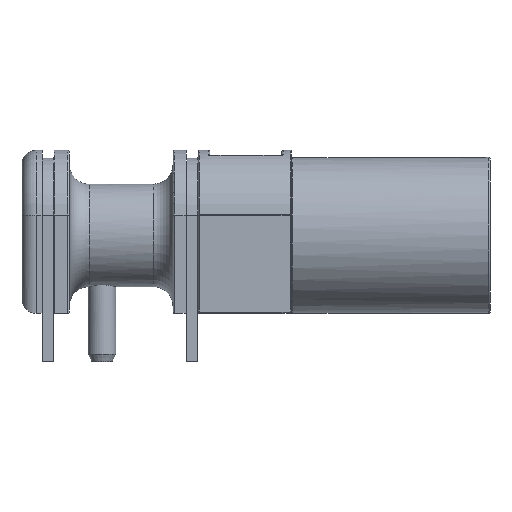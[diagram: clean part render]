
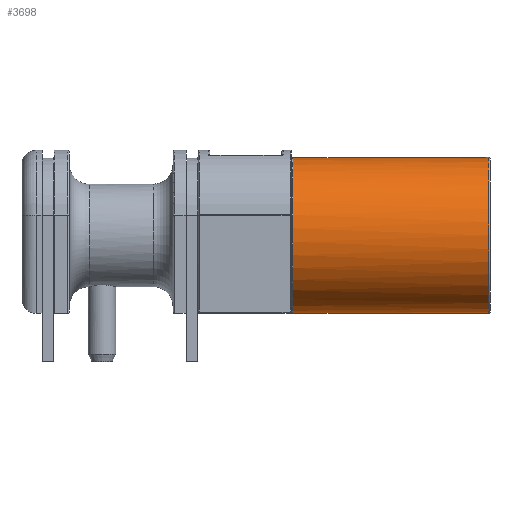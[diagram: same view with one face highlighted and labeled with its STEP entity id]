
A CAD part, left-side view. The second image highlights one B-rep face of the part: STEP entity #3698.
In plain terms, the highlighted cylindrical face has radius 5.5 mm (diameter 11 mm), a full revolution.
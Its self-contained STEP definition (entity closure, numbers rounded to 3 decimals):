
#49=B_SPLINE_CURVE_WITH_KNOTS('',3,(#5086,#5087,#5088,#5089),
 .UNSPECIFIED.,.F.,.F.,(4,4),(0.,1.),.UNSPECIFIED.);
#50=B_SPLINE_CURVE_WITH_KNOTS('',3,(#5094,#5095,#5096,#5097),
 .UNSPECIFIED.,.F.,.F.,(4,4),(0.,1.),.UNSPECIFIED.);
#115=CYLINDRICAL_SURFACE('',#3891,5.5);
#198=CIRCLE('',#3892,5.5);
#199=CIRCLE('',#3893,5.5);
#382=ORIENTED_EDGE('',*,*,#1141,.F.);
#383=ORIENTED_EDGE('',*,*,#1142,.T.);
#384=ORIENTED_EDGE('',*,*,#1143,.F.);
#385=ORIENTED_EDGE('',*,*,#1144,.T.);
#1141=EDGE_CURVE('',#1523,#1524,#49,.T.);
#1142=EDGE_CURVE('',#1523,#1525,#198,.T.);
#1143=EDGE_CURVE('',#1524,#1525,#50,.T.);
#1144=EDGE_CURVE('',#1526,#1526,#199,.F.);
#1523=VERTEX_POINT('',#5090);
#1524=VERTEX_POINT('',#5091);
#1525=VERTEX_POINT('',#5093);
#1526=VERTEX_POINT('',#5099);
#2161=EDGE_LOOP('',(#382,#383,#384));
#2162=EDGE_LOOP('',(#385));
#2346=FACE_BOUND('',#2161,.T.);
#2347=FACE_BOUND('',#2162,.T.);
#3698=ADVANCED_FACE('',(#2346,#2347),#115,.T.);
#3891=AXIS2_PLACEMENT_3D('',#5085,#4277,#4278);
#3892=AXIS2_PLACEMENT_3D('',#5092,#4279,#4280);
#3893=AXIS2_PLACEMENT_3D('',#5098,#4281,#4282);
#4277=DIRECTION('',(0.,1.,0.));
#4278=DIRECTION('',(0.,0.,1.));
#4279=DIRECTION('',(0.,-1.,0.));
#4280=DIRECTION('',(0.,0.,-1.));
#4281=DIRECTION('',(0.,-1.,0.));
#4282=DIRECTION('',(0.,0.,-1.));
#5085=CARTESIAN_POINT('',(0.,-1.4,0.));
#5086=CARTESIAN_POINT('',(1.457,13.9,-5.304));
#5087=CARTESIAN_POINT('',(0.983,13.9,-5.434));
#5088=CARTESIAN_POINT('',(0.491,13.9,-5.5));
#5089=CARTESIAN_POINT('',(0.,13.9,-5.5));
#5090=CARTESIAN_POINT('',(1.457,13.9,-5.304));
#5091=CARTESIAN_POINT('',(0.,13.9,-5.5));
#5092=CARTESIAN_POINT('',(0.,13.9,0.));
#5093=CARTESIAN_POINT('',(-1.457,13.9,-5.304));
#5094=CARTESIAN_POINT('',(0.,13.9,-5.5));
#5095=CARTESIAN_POINT('',(-0.491,13.9,-5.5));
#5096=CARTESIAN_POINT('',(-0.983,13.9,-5.434));
#5097=CARTESIAN_POINT('',(-1.457,13.9,-5.304));
#5098=CARTESIAN_POINT('',(0.,0.1,0.));
#5099=CARTESIAN_POINT('',(0.,0.1,-5.5));
